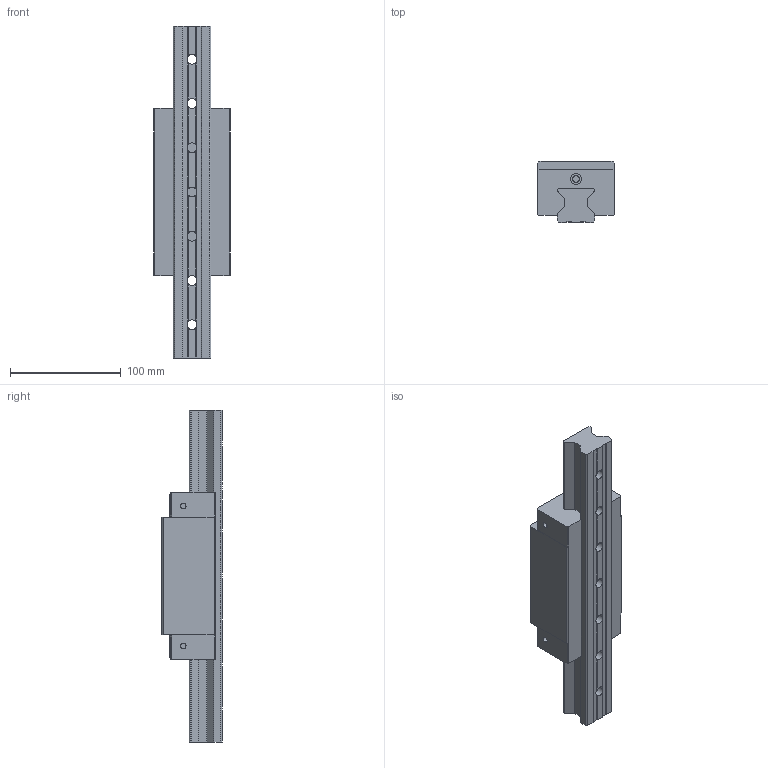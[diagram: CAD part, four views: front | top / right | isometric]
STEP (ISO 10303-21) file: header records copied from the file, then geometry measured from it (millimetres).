
FILE_DESCRIPTION((''),'2;1');
FILE_NAME('RGH35HA_ASM','2008-07-11T',('danharen'),(''),'PRO/ENGINEER BY PARAMETRIC TECHNOLOGY CORPORATION, 2004360','PRO/ENGINEER BY PARAMETRIC TECHNOLOGY CORPORATION, 2004360','');
FILE_SCHEMA(('CONFIG_CONTROL_DESIGN'));
Length unit declared in the file: millimetre
Products named in the file (4): RGH35HA_BLOCK_10; PRT0022; RGH35HA_ASM_7_ASM; RGH35HA_ASM
Assembly tree (3 placements, depth 3):
  RGH35HA_ASM
    RGH35HA_ASM_7_ASM
      RGH35HA_BLOCK_10
      PRT0022
Bounding box: 70 x 55 x 300 mm (x, y, z)
Volume: 616760.8 mm3; surface area: 100670.2 mm2
Topology: 2 solids, 2 shells, 206 faces, 540 edges, 356 vertices
Faces by surface type: plane 130, cylinder 64, cone 12
Entity records: 6525 total; most frequent: CARTESIAN_POINT 1182, DIRECTION 1110, ORIENTED_EDGE 1080, EDGE_CURVE 540, AXIS2_PLACEMENT_3D 383, VERTEX_POINT 356, VECTOR 344, LINE 344
